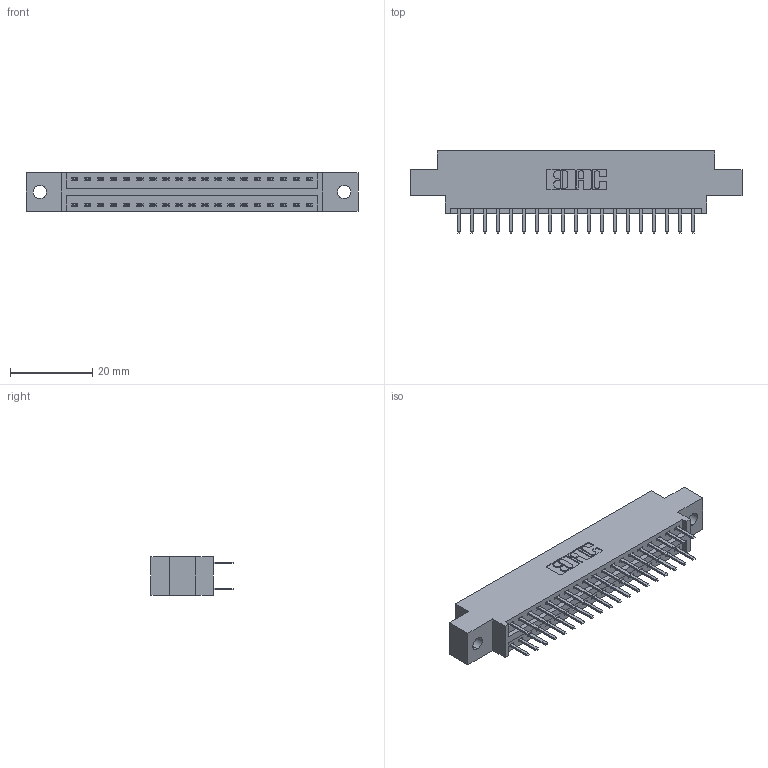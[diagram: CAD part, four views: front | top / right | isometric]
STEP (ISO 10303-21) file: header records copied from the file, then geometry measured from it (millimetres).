
FILE_DESCRIPTION (( 'STEP AP203' ), '1' );
FILE_NAME ('346-038-520-802.STEP', '2022-05-19T23:01:46', ( '' ), ( '' ), 'SwSTEP 2.0', 'SolidWorks 2020', '' );
FILE_SCHEMA (( 'CONFIG_CONTROL_DESIGN' ));
Length unit declared in the file: inch
Products named in the file (3): 346-038-520-802; 345-292-001_345-293-120; 346 Part_0.170 Offset - 0.128 Dia
Assembly tree (39 placements, depth 2):
  346-038-520-802
    346 Part_0.170 Offset - 0.128 Dia
    345-292-001_345-293-120  x38
Bounding box: 80.9 x 20.02 x 9.4 mm (x, y, z)
Volume: 7502 mm3; surface area: 9821.8 mm2
Topology: 39 solids, 39 shells, 2254 faces, 6535 edges, 4254 vertices
Faces by surface type: plane 1486, cylinder 768
Entity records: 15745 total; most frequent: CARTESIAN_POINT 2640, ORIENTED_EDGE 2562, DIRECTION 2365, EDGE_CURVE 1281, VECTOR 1069, LINE 1069, VERTEX_POINT 850, AXIS2_PLACEMENT_3D 648
